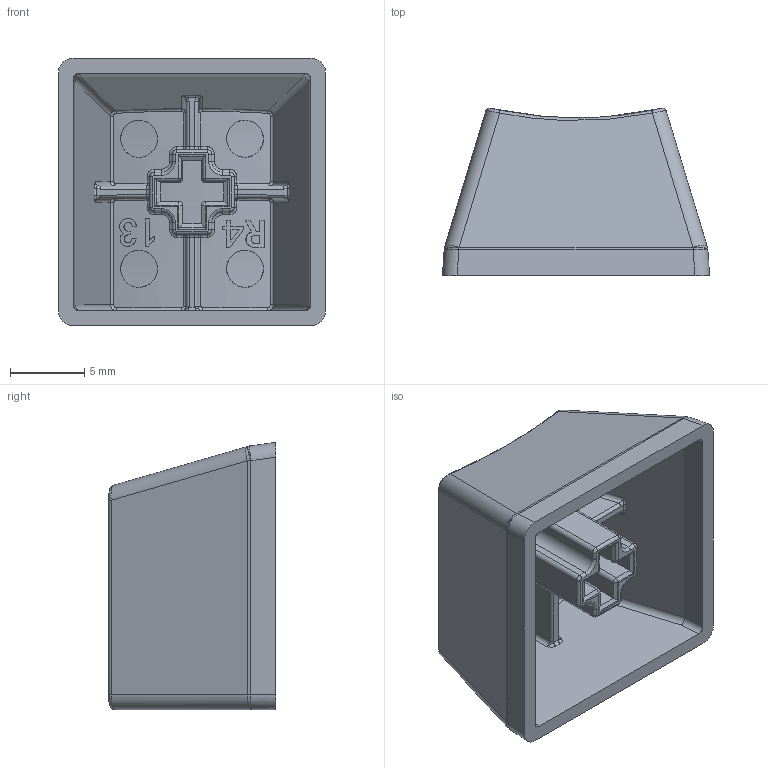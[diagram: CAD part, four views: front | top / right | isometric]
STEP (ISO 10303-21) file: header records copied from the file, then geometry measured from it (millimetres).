
FILE_DESCRIPTION((''),'2;1');
FILE_NAME('MX_CAP_V1','2023-07-12T21:24:13',('Gaetan'),(''),'CREO PARAMETRIC BY PTC INC, 2021063','CREO PARAMETRIC BY PTC INC, 2021063','');
FILE_SCHEMA(('CONFIG_CONTROL_DESIGN'));
Length unit declared in the file: millimetre
Products named in the file (1): MX_CAP_V1
Bounding box: 18 x 11.25 x 18 mm (x, y, z)
Volume: 1037.1 mm3; surface area: 2023.4 mm2
Topology: 1 solids, 1 shells, 365 faces, 886 edges, 513 vertices
Faces by surface type: cylinder 126, bspline 108, plane 93, torus 19, sphere 14, cone 4, extrusion 1
Entity records: 18435 total; most frequent: CARTESIAN_POINT 10740, ORIENTED_EDGE 1728, DIRECTION 1352, EDGE_CURVE 864, VERTEX_POINT 513, AXIS2_PLACEMENT_3D 489, EDGE_LOOP 377, VECTOR 374
